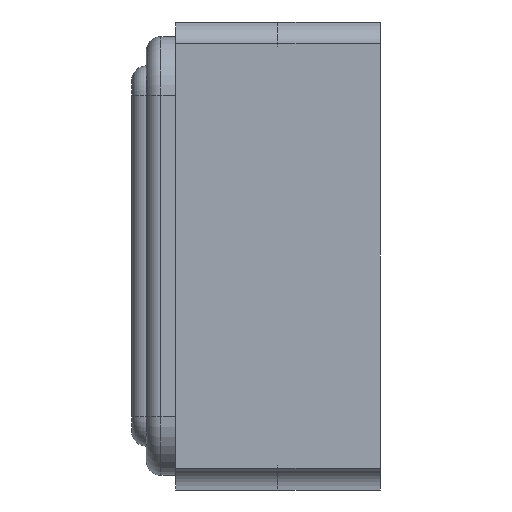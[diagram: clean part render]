
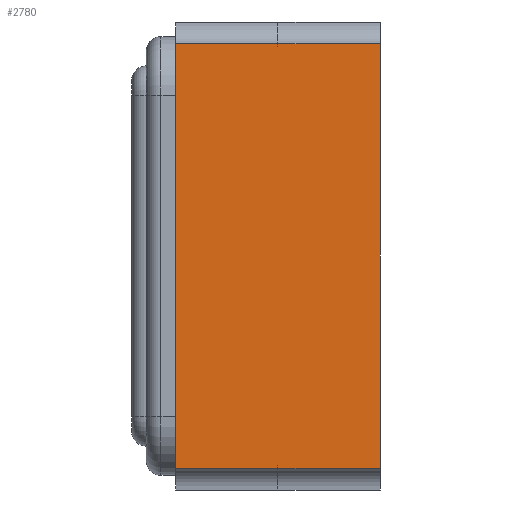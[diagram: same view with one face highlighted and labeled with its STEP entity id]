
A CAD part, left-side view. The second image highlights one B-rep face of the part: STEP entity #2780.
In plain terms, the highlighted planar face has unit normal (-1, 0, 0).
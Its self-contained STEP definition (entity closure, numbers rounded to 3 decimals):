
#12 = VECTOR ( 'NONE', #4029, 1000. ) ;
#29 = CARTESIAN_POINT ( 'NONE',  ( -1., 0., 0.725 ) ) ;
#119 = ORIENTED_EDGE ( 'NONE', *, *, #3775, .T. ) ;
#204 = LINE ( 'NONE', #322, #3545 ) ;
#281 = CARTESIAN_POINT ( 'NONE',  ( -1., 0., -0.725 ) ) ;
#293 = AXIS2_PLACEMENT_3D ( 'NONE', #1561, #3933, #1542 ) ;
#298 = EDGE_CURVE ( 'NONE', #849, #4020, #1420, .T. ) ;
#322 = CARTESIAN_POINT ( 'NONE',  ( -1., 0.7, -0.725 ) ) ;
#613 = VECTOR ( 'NONE', #2360, 1000. ) ;
#642 = CARTESIAN_POINT ( 'NONE',  ( -1., 0.7, 0. ) ) ;
#740 = CARTESIAN_POINT ( 'NONE',  ( -1., 0., 0. ) ) ;
#849 = VERTEX_POINT ( 'NONE', #3692 ) ;
#930 = DIRECTION ( 'NONE',  ( 0., 0., -1. ) ) ;
#1107 = VECTOR ( 'NONE', #930, 1000. ) ;
#1224 = LINE ( 'NONE', #3964, #12 ) ;
#1299 = VERTEX_POINT ( 'NONE', #2844 ) ;
#1420 = LINE ( 'NONE', #4162, #613 ) ;
#1503 = CARTESIAN_POINT ( 'NONE',  ( -1., 0.7, -0.725 ) ) ;
#1542 = DIRECTION ( 'NONE',  ( 0., 0., 1. ) ) ;
#1554 = CARTESIAN_POINT ( 'NONE',  ( -1., 0.35, 0.725 ) ) ;
#1561 = CARTESIAN_POINT ( 'NONE',  ( -1., 0.7, 0. ) ) ;
#1792 = VECTOR ( 'NONE', #2399, 1000. ) ;
#1905 = VECTOR ( 'NONE', #3638, 1000. ) ;
#2041 = ORIENTED_EDGE ( 'NONE', *, *, #4006, .F. ) ;
#2303 = ORIENTED_EDGE ( 'NONE', *, *, #298, .T. ) ;
#2360 = DIRECTION ( 'NONE',  ( 0., -1., 0. ) ) ;
#2399 = DIRECTION ( 'NONE',  ( 0., 0., -1. ) ) ;
#2643 = PLANE ( 'NONE',  #293 ) ;
#2780 = ADVANCED_FACE ( 'NONE', ( #3304 ), #2643, .T. ) ;
#2844 = CARTESIAN_POINT ( 'NONE',  ( -1., 0.7, 0.725 ) ) ;
#2866 = CARTESIAN_POINT ( 'NONE',  ( -1., 0.35, 0.725 ) ) ;
#2956 = EDGE_CURVE ( 'NONE', #1299, #3496, #1224, .T. ) ;
#3044 = DIRECTION ( 'NONE',  ( 0., -1., 0. ) ) ;
#3117 = EDGE_CURVE ( 'NONE', #3326, #4020, #3436, .T. ) ;
#3304 = FACE_OUTER_BOUND ( 'NONE', #3666, .T. ) ;
#3326 = VERTEX_POINT ( 'NONE', #29 ) ;
#3436 = LINE ( 'NONE', #740, #1792 ) ;
#3496 = VERTEX_POINT ( 'NONE', #2866 ) ;
#3543 = VERTEX_POINT ( 'NONE', #1503 ) ;
#3545 = VECTOR ( 'NONE', #3044, 1000. ) ;
#3638 = DIRECTION ( 'NONE',  ( 0., -1., 0. ) ) ;
#3666 = EDGE_LOOP ( 'NONE', ( #3849, #2041, #4038, #119, #4396, #2303 ) ) ;
#3692 = CARTESIAN_POINT ( 'NONE',  ( -1., 0.35, -0.725 ) ) ;
#3775 = EDGE_CURVE ( 'NONE', #1299, #3543, #4004, .T. ) ;
#3849 = ORIENTED_EDGE ( 'NONE', *, *, #3117, .F. ) ;
#3911 = EDGE_CURVE ( 'NONE', #3543, #849, #204, .T. ) ;
#3933 = DIRECTION ( 'NONE',  ( -1., 0., 0. ) ) ;
#3964 = CARTESIAN_POINT ( 'NONE',  ( -1., 0.7, 0.725 ) ) ;
#4004 = LINE ( 'NONE', #642, #1107 ) ;
#4006 = EDGE_CURVE ( 'NONE', #3496, #3326, #4291, .T. ) ;
#4020 = VERTEX_POINT ( 'NONE', #281 ) ;
#4029 = DIRECTION ( 'NONE',  ( 0., -1., 0. ) ) ;
#4038 = ORIENTED_EDGE ( 'NONE', *, *, #2956, .F. ) ;
#4162 = CARTESIAN_POINT ( 'NONE',  ( -1., 0.35, -0.725 ) ) ;
#4291 = LINE ( 'NONE', #1554, #1905 ) ;
#4396 = ORIENTED_EDGE ( 'NONE', *, *, #3911, .T. ) ;
